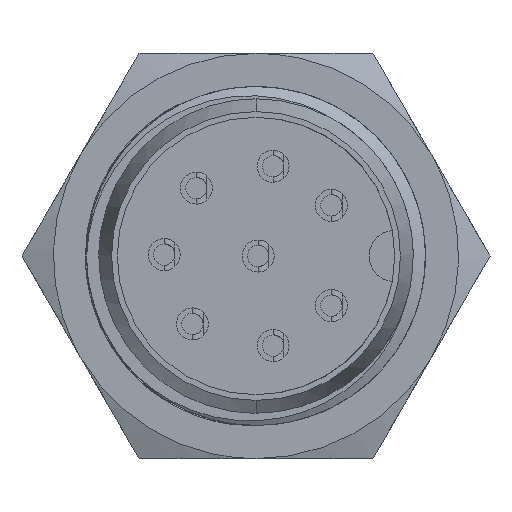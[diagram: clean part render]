
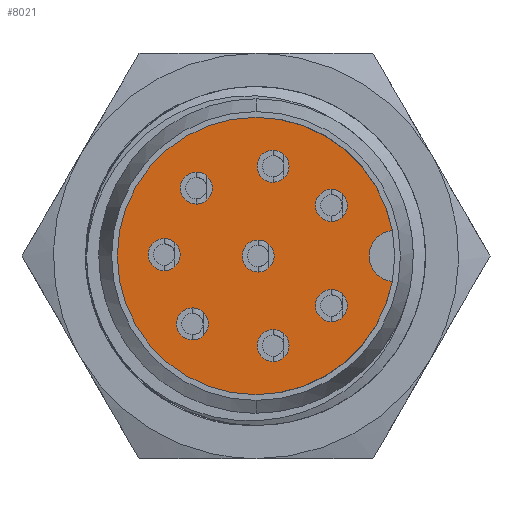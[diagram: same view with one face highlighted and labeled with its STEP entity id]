
A CAD part, front view. The second image highlights one B-rep face of the part: STEP entity #8021.
In plain terms, the highlighted planar face has unit normal (0, -1, 0).
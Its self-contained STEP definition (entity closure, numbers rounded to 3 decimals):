
#787 = CARTESIAN_POINT ( 'NONE',  ( 6.389, 75., 1.195 ) ) ;
#952 = DIRECTION ( 'NONE',  ( 0., 0., 1. ) ) ;
#971 = EDGE_CURVE ( 'NONE', #3193, #13954, #12394, .T. ) ;
#1130 = DIRECTION ( 'NONE',  ( 0., 0., 1. ) ) ;
#1394 = VERTEX_POINT ( 'NONE', #5466 ) ;
#1835 = EDGE_CURVE ( 'NONE', #2386, #3193, #2213, .T. ) ;
#2213 = CIRCLE ( 'NONE', #12753, 6.5 ) ;
#2340 = AXIS2_PLACEMENT_3D ( 'NONE', #10852, #16651, #3704 ) ;
#2386 = VERTEX_POINT ( 'NONE', #4585 ) ;
#3193 = VERTEX_POINT ( 'NONE', #787 ) ;
#3704 = DIRECTION ( 'NONE',  ( 0., 0., 1. ) ) ;
#4197 = CARTESIAN_POINT ( 'NONE',  ( 3.25, 75., 0. ) ) ;
#4269 = AXIS2_PLACEMENT_3D ( 'NONE', #8275, #14044, #1130 ) ;
#4585 = CARTESIAN_POINT ( 'NONE',  ( 0., 75., 6.5 ) ) ;
#5466 = CARTESIAN_POINT ( 'NONE',  ( 0., 75., -6.5 ) ) ;
#6852 = CARTESIAN_POINT ( 'NONE',  ( 0., 75., 0. ) ) ;
#7026 = CIRCLE ( 'NONE', #17587, 6.5 ) ;
#7446 = EDGE_CURVE ( 'NONE', #1394, #2386, #7026, .T. ) ;
#8021 = ADVANCED_FACE ( 'NONE', ( #11346 ), #17140, .F. ) ;
#8040 = CIRCLE ( 'NONE', #2340, 6.5 ) ;
#8101 = CARTESIAN_POINT ( 'NONE',  ( 0., 75., 0. ) ) ;
#8275 = CARTESIAN_POINT ( 'NONE',  ( 6.5, 75., 0. ) ) ;
#9319 = ORIENTED_EDGE ( 'NONE', *, *, #7446, .F. ) ;
#9323 = AXIS2_PLACEMENT_3D ( 'NONE', #4197, #9928, #15699 ) ;
#9928 = DIRECTION ( 'NONE',  ( 0., 1., 0. ) ) ;
#10052 = EDGE_CURVE ( 'NONE', #13954, #1394, #8040, .T. ) ;
#10518 = CARTESIAN_POINT ( 'NONE',  ( 6.389, 75., -1.195 ) ) ;
#10852 = CARTESIAN_POINT ( 'NONE',  ( 0., 75., 0. ) ) ;
#11346 = FACE_OUTER_BOUND ( 'NONE', #18359, .T. ) ;
#11751 = ORIENTED_EDGE ( 'NONE', *, *, #1835, .F. ) ;
#12394 = CIRCLE ( 'NONE', #4269, 1.2 ) ;
#12612 = DIRECTION ( 'NONE',  ( 0., 1., 0. ) ) ;
#12753 = AXIS2_PLACEMENT_3D ( 'NONE', #6852, #12612, #18394 ) ;
#13257 = ORIENTED_EDGE ( 'NONE', *, *, #971, .F. ) ;
#13873 = DIRECTION ( 'NONE',  ( 0., 1., 0. ) ) ;
#13954 = VERTEX_POINT ( 'NONE', #10518 ) ;
#14044 = DIRECTION ( 'NONE',  ( 0., -1., 0. ) ) ;
#15699 = DIRECTION ( 'NONE',  ( 0., 0., 1. ) ) ;
#16216 = ORIENTED_EDGE ( 'NONE', *, *, #10052, .F. ) ;
#16651 = DIRECTION ( 'NONE',  ( 0., 1., 0. ) ) ;
#17140 = PLANE ( 'NONE',  #9323 ) ;
#17587 = AXIS2_PLACEMENT_3D ( 'NONE', #8101, #13873, #952 ) ;
#18359 = EDGE_LOOP ( 'NONE', ( #16216, #13257, #11751, #9319 ) ) ;
#18394 = DIRECTION ( 'NONE',  ( 0., 0., 1. ) ) ;
